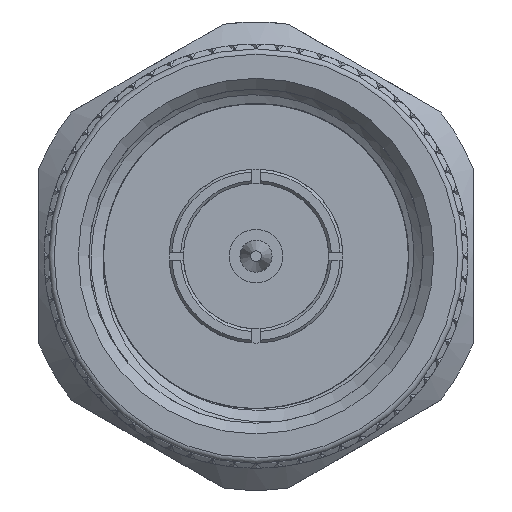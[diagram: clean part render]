
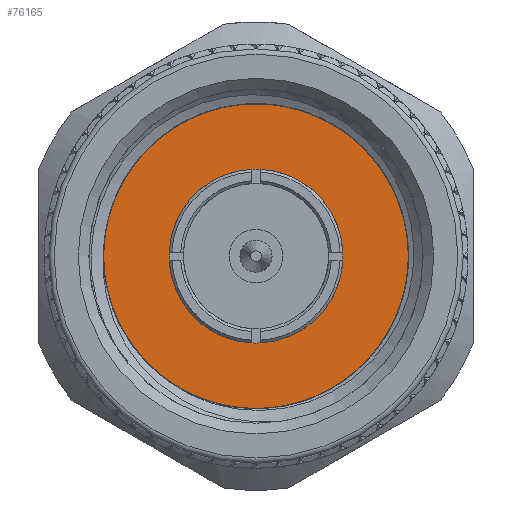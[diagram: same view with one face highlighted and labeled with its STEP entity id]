
A CAD part, left-side view. The second image highlights one B-rep face of the part: STEP entity #76165.
In plain terms, the highlighted planar face has unit normal (-1, 0, 0).
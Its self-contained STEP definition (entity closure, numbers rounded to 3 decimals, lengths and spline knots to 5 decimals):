
#1540 = CARTESIAN_POINT ( 'NONE',  ( 0.385, 0.06102, -0.28528 ) ) ;
#1763 = VERTEX_POINT ( 'NONE', #73434 ) ;
#1935 = CARTESIAN_POINT ( 'NONE',  ( 0.385, 0.14181, -0.25086 ) ) ;
#3051 = B_SPLINE_CURVE_WITH_KNOTS ( 'NONE', 3,
 ( #75450, #21291, #62019, #44254, #13814, #31971 ),
 .UNSPECIFIED., .F., .F.,
 ( 4, 2, 4 ),
 ( 0., 0.00285, 0.0057 ),
 .UNSPECIFIED. ) ;
#3852 = CARTESIAN_POINT ( 'NONE',  ( 0.385, -0.25185, -0.17238 ) ) ;
#3889 = DIRECTION ( 'NONE',  ( -1., 0., 0. ) ) ;
#4201 = DIRECTION ( 'NONE',  ( 0., 0., 1. ) ) ;
#4242 = CARTESIAN_POINT ( 'NONE',  ( 0.385, -0.27538, -0.13538 ) ) ;
#4287 = FACE_BOUND ( 'NONE', #40035, .T. ) ;
#4646 = ORIENTED_EDGE ( 'NONE', *, *, #77765, .T. ) ;
#5204 = ORIENTED_EDGE ( 'NONE', *, *, #64657, .F. ) ;
#5284 = VERTEX_POINT ( 'NONE', #47589 ) ;
#5432 = CIRCLE ( 'NONE', #35696, 0.1625 ) ;
#8437 = CARTESIAN_POINT ( 'NONE',  ( 0.385, 0.28588, -0.00857 ) ) ;
#8823 = CARTESIAN_POINT ( 'NONE',  ( 0.385, 0.22599, 0.18946 ) ) ;
#9031 = DIRECTION ( 'NONE',  ( 0., 0., 1. ) ) ;
#9211 = CARTESIAN_POINT ( 'NONE',  ( 0.385, 0.27534, 0.09098 ) ) ;
#9412 = VERTEX_POINT ( 'NONE', #54371 ) ;
#10156 = CARTESIAN_POINT ( 'NONE',  ( 0.385, -0.31227, 0.00563 ) ) ;
#10493 = VECTOR ( 'NONE', #36050, 39.37008 ) ;
#10544 = CARTESIAN_POINT ( 'NONE',  ( 0.385, -0.15282, -0.25847 ) ) ;
#13486 = ORIENTED_EDGE ( 'NONE', *, *, #23778, .T. ) ;
#13620 = CARTESIAN_POINT ( 'NONE',  ( 0.385, 0.25787, 0.13811 ) ) ;
#13814 = CARTESIAN_POINT ( 'NONE',  ( 0.385, 0.21633, -0.18994 ) ) ;
#14625 = EDGE_CURVE ( 'NONE', #1763, #54893, #59110, .T. ) ;
#15741 = CARTESIAN_POINT ( 'NONE',  ( 0.385, 0., 0. ) ) ;
#16090 = CARTESIAN_POINT ( 'NONE',  ( 0.385, -0.1129, -0.27754 ) ) ;
#16872 = CARTESIAN_POINT ( 'NONE',  ( 0.385, -0.29826, -0.08117 ) ) ;
#17871 = VERTEX_POINT ( 'NONE', #40628 ) ;
#21078 = CARTESIAN_POINT ( 'NONE',  ( 0.385, 0.04024, 0.30072 ) ) ;
#21291 = CARTESIAN_POINT ( 'NONE',  ( 0.385, 0.28238, -0.05599 ) ) ;
#22400 = CARTESIAN_POINT ( 'NONE',  ( 0.385, -0.29356, -0.09502 ) ) ;
#23338 = CARTESIAN_POINT ( 'NONE',  ( 0.385, 0., 0. ) ) ;
#23778 = EDGE_CURVE ( 'NONE', #17871, #1763, #3051, .T. ) ;
#25834 = CARTESIAN_POINT ( 'NONE',  ( 0.385, 0.06974, 0.29356 ) ) ;
#25872 = ORIENTED_EDGE ( 'NONE', *, *, #14625, .T. ) ;
#26593 = CARTESIAN_POINT ( 'NONE',  ( 0.385, 0.18453, 0.23289 ) ) ;
#27167 = CARTESIAN_POINT ( 'NONE',  ( 0.385, 0.1882, -0.2146 ) ) ;
#27381 = CARTESIAN_POINT ( 'NONE',  ( 0.385, 0.26599, 0.11982 ) ) ;
#28321 = CARTESIAN_POINT ( 'NONE',  ( 0.385, -0.16567, -0.25111 ) ) ;
#28574 = CARTESIAN_POINT ( 'NONE',  ( 0.385, 0., 0.3042 ) ) ;
#29250 = DIRECTION ( 'NONE',  ( 0., 0., 1. ) ) ;
#31531 = CARTESIAN_POINT ( 'NONE',  ( 0.385, 0.12895, -0.25838 ) ) ;
#31971 = CARTESIAN_POINT ( 'NONE',  ( 0.385, 0.1882, -0.2146 ) ) ;
#32151 = CARTESIAN_POINT ( 'NONE',  ( 0.385, 0., 0.3042 ) ) ;
#32537 = CARTESIAN_POINT ( 'NONE',  ( 0.385, 0.28483, -0.01866 ) ) ;
#33313 = CARTESIAN_POINT ( 'NONE',  ( 0.385, 0.28526, 0.04175 ) ) ;
#34621 = VERTEX_POINT ( 'NONE', #28574 ) ;
#34625 = CARTESIAN_POINT ( 'NONE',  ( 0.385, -0.18991, -0.23475 ) ) ;
#34718 = ORIENTED_EDGE ( 'NONE', *, *, #64316, .F. ) ;
#35696 = AXIS2_PLACEMENT_3D ( 'NONE', #52801, #77292, #4201 ) ;
#36050 = DIRECTION ( 'NONE',  ( 0., 0., 1. ) ) ;
#36850 = LINE ( 'NONE', #66497, #10493 ) ;
#37705 = CARTESIAN_POINT ( 'NONE',  ( 0.385, 0.28213, 0.06152 ) ) ;
#38083 = CARTESIAN_POINT ( 'NONE',  ( 0.385, 0.13459, 0.26698 ) ) ;
#39248 = CARTESIAN_POINT ( 'NONE',  ( 0.385, 0.11691, 0.2764 ) ) ;
#39820 = CARTESIAN_POINT ( 'NONE',  ( 0.385, -0.20138, -0.22571 ) ) ;
#40035 = EDGE_LOOP ( 'NONE', ( #34718 ) ) ;
#40207 = CARTESIAN_POINT ( 'NONE',  ( 0.385, -0.08497, -0.28614 ) ) ;
#40628 = CARTESIAN_POINT ( 'NONE',  ( 0.385, 0.28483, -0.01866 ) ) ;
#40921 = B_SPLINE_CURVE_WITH_KNOTS ( 'NONE', 3,
 ( #32151, #74462, #21078, #25834, #50760, #45210, #39248, #38083, #63354, #51541, #26593, #49984, #8823, #68512, #13620, #27381, #9211, #74080, #37705, #33313, #56296, #74859, #8437, #32537 ),
 .UNSPECIFIED., .F., .F.,
 ( 4, 2, 2, 1, 2, 2, 2, 2, 2, 2, 1, 2, 4 ),
 ( 0., 0.00154, 0.0023, 0.00307, 0.00384, 0.00461, 0.00614, 0.00768, 0.00922, 0.00998, 0.01075, 0.01152, 0.01229 ),
 .UNSPECIFIED. ) ;
#41154 = DIRECTION ( 'NONE',  ( -1., 0., 0. ) ) ;
#41368 = CARTESIAN_POINT ( 'NONE',  ( 0.385, -0.30565, -0.05292 ) ) ;
#41760 = AXIS2_PLACEMENT_3D ( 'NONE', #23338, #41154, #29250 ) ;
#44254 = CARTESIAN_POINT ( 'NONE',  ( 0.385, 0.23949, -0.15974 ) ) ;
#44711 = EDGE_LOOP ( 'NONE', ( #5204, #77943, #13486, #25872, #4646 ) ) ;
#45210 = CARTESIAN_POINT ( 'NONE',  ( 0.385, 0.09839, 0.28399 ) ) ;
#45376 = CARTESIAN_POINT ( 'NONE',  ( 0.385, 0.16602, -0.23408 ) ) ;
#47321 = CARTESIAN_POINT ( 'NONE',  ( 0.385, -0.02648, -0.29501 ) ) ;
#47589 = CARTESIAN_POINT ( 'NONE',  ( 0.385, 0., 0.1625 ) ) ;
#49984 = CARTESIAN_POINT ( 'NONE',  ( 0.385, 0.19929, 0.21939 ) ) ;
#50150 = CARTESIAN_POINT ( 'NONE',  ( 0.385, 0.10256, -0.27122 ) ) ;
#50760 = CARTESIAN_POINT ( 'NONE',  ( 0.385, 0.07946, 0.29067 ) ) ;
#51330 = CARTESIAN_POINT ( 'NONE',  ( 0.385, 0.17745, -0.2248 ) ) ;
#51541 = CARTESIAN_POINT ( 'NONE',  ( 0.385, 0.16031, 0.25097 ) ) ;
#52467 = CARTESIAN_POINT ( 'NONE',  ( 0.385, 0.04654, -0.28859 ) ) ;
#52801 = CARTESIAN_POINT ( 'NONE',  ( 0.385, 0., 0. ) ) ;
#54371 = CARTESIAN_POINT ( 'NONE',  ( 0.385, 0., 0.3125 ) ) ;
#54893 = VERTEX_POINT ( 'NONE', #68630 ) ;
#55680 = CARTESIAN_POINT ( 'NONE',  ( 0.385, 0.08897, -0.2766 ) ) ;
#56296 = CARTESIAN_POINT ( 'NONE',  ( 0.385, 0.28635, 0.02173 ) ) ;
#57289 = PLANE ( 'NONE',  #66971 ) ;
#57634 = CARTESIAN_POINT ( 'NONE',  ( 0.385, -0.31168, -0.00919 ) ) ;
#58008 = CARTESIAN_POINT ( 'NONE',  ( 0.385, 0.00284, -0.29512 ) ) ;
#58393 = CARTESIAN_POINT ( 'NONE',  ( 0.385, -0.30835, -0.03853 ) ) ;
#58778 = CARTESIAN_POINT ( 'NONE',  ( 0.385, -0.31183, 0.02043 ) ) ;
#59110 = B_SPLINE_CURVE_WITH_KNOTS ( 'NONE', 3,
 ( #27167, #51330, #45376, #1935, #31531, #50150, #55680, #1540, #52467, #58008, #47321, #40207, #16090, #10544, #28321, #34625, #39820, #65087, #70622, #3852, #76188, #4242, #64312, #22400, #16872, #41368, #58393, #57634, #10156, #58778 ),
 .UNSPECIFIED., .F., .F.,
 ( 4, 2, 2, 2, 2, 2, 2, 2, 2, 2, 2, 2, 2, 2, 4 ),
 ( 0., 0.00112, 0.00224, 0.00336, 0.00449, 0.00673, 0.00897, 0.01009, 0.01122, 0.01234, 0.01346, 0.01458, 0.0157, 0.01682, 0.01795 ),
 .UNSPECIFIED. ) ;
#62019 = CARTESIAN_POINT ( 'NONE',  ( 0.385, 0.27255, -0.09269 ) ) ;
#63354 = CARTESIAN_POINT ( 'NONE',  ( 0.385, 0.15185, 0.25664 ) ) ;
#64312 = CARTESIAN_POINT ( 'NONE',  ( 0.385, -0.28212, -0.12217 ) ) ;
#64316 = EDGE_CURVE ( 'NONE', #5284, #5284, #5432, .T. ) ;
#64657 = EDGE_CURVE ( 'NONE', #34621, #9412, #36850, .T. ) ;
#65087 = CARTESIAN_POINT ( 'NONE',  ( 0.385, -0.22304, -0.2059 ) ) ;
#66497 = CARTESIAN_POINT ( 'NONE',  ( 0.385, 0., 0. ) ) ;
#66971 = AXIS2_PLACEMENT_3D ( 'NONE', #15741, #3889, #9031 ) ;
#68512 = CARTESIAN_POINT ( 'NONE',  ( 0.385, 0.23795, 0.17286 ) ) ;
#68630 = CARTESIAN_POINT ( 'NONE',  ( 0.385, -0.31183, 0.02043 ) ) ;
#70622 = CARTESIAN_POINT ( 'NONE',  ( 0.385, -0.23327, -0.19508 ) ) ;
#70666 = FACE_OUTER_BOUND ( 'NONE', #44711, .T. ) ;
#73434 = CARTESIAN_POINT ( 'NONE',  ( 0.385, 0.1882, -0.2146 ) ) ;
#74080 = CARTESIAN_POINT ( 'NONE',  ( 0.385, 0.27796, 0.08117 ) ) ;
#74462 = CARTESIAN_POINT ( 'NONE',  ( 0.385, 0.02027, 0.30347 ) ) ;
#74859 = CARTESIAN_POINT ( 'NONE',  ( 0.385, 0.28639, 0.00159 ) ) ;
#75450 = CARTESIAN_POINT ( 'NONE',  ( 0.385, 0.28483, -0.01866 ) ) ;
#75513 = EDGE_CURVE ( 'NONE', #34621, #17871, #40921, .T. ) ;
#75842 = CIRCLE ( 'NONE', #41760, 0.3125 ) ;
#76165 = ADVANCED_FACE ( 'NONE', ( #4287, #70666 ), #57289, .T. ) ;
#76188 = CARTESIAN_POINT ( 'NONE',  ( 0.385, -0.26026, -0.16044 ) ) ;
#77292 = DIRECTION ( 'NONE',  ( -1., 0., 0. ) ) ;
#77765 = EDGE_CURVE ( 'NONE', #54893, #9412, #75842, .T. ) ;
#77943 = ORIENTED_EDGE ( 'NONE', *, *, #75513, .T. ) ;
